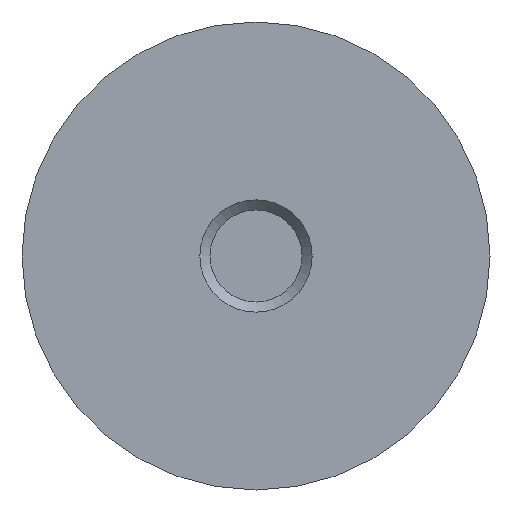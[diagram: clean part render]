
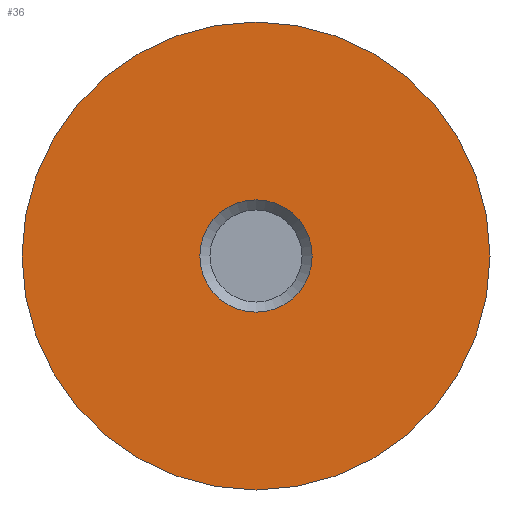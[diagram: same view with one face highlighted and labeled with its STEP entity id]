
A CAD part, front view. The second image highlights one B-rep face of the part: STEP entity #36.
In plain terms, the highlighted planar face has unit normal (0, -1, 0).
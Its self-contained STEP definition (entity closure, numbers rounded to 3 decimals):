
#36 = ADVANCED_FACE( '', ( #70, #71 ), #72, .F. );
#70 = FACE_BOUND( '', #99, .T. );
#71 = FACE_OUTER_BOUND( '', #100, .T. );
#72 = PLANE( '', #101 );
#99 = EDGE_LOOP( '', ( #128 ) );
#100 = EDGE_LOOP( '', ( #129 ) );
#101 = AXIS2_PLACEMENT_3D( '', #130, #131, #132 );
#128 = ORIENTED_EDGE( '', *, *, #152, .F. );
#129 = ORIENTED_EDGE( '', *, *, #145, .T. );
#130 = CARTESIAN_POINT( '', ( 12.5, 0., 0. ) );
#131 = DIRECTION( '', ( 0., 1., 0. ) );
#132 = DIRECTION( '', ( 0., 0., 1. ) );
#145 = EDGE_CURVE( '', #156, #156, #157, .T. );
#152 = EDGE_CURVE( '', #167, #167, #168, .T. );
#156 = VERTEX_POINT( '', #172 );
#157 = CIRCLE( '', #173, 12.5 );
#167 = VERTEX_POINT( '', #183 );
#168 = CIRCLE( '', #184, 3. );
#172 = CARTESIAN_POINT( '', ( 0., 0., -12.5 ) );
#173 = AXIS2_PLACEMENT_3D( '', #187, #188, #189 );
#183 = CARTESIAN_POINT( '', ( 0., 0., -3. ) );
#184 = AXIS2_PLACEMENT_3D( '', #199, #200, #201 );
#187 = CARTESIAN_POINT( '', ( 0., 0., 0. ) );
#188 = DIRECTION( '', ( 0., -1., 0. ) );
#189 = DIRECTION( '', ( 0., 0., -1. ) );
#199 = CARTESIAN_POINT( '', ( 0., 0., 0. ) );
#200 = DIRECTION( '', ( 0., -1., 0. ) );
#201 = DIRECTION( '', ( 0., 0., -1. ) );
